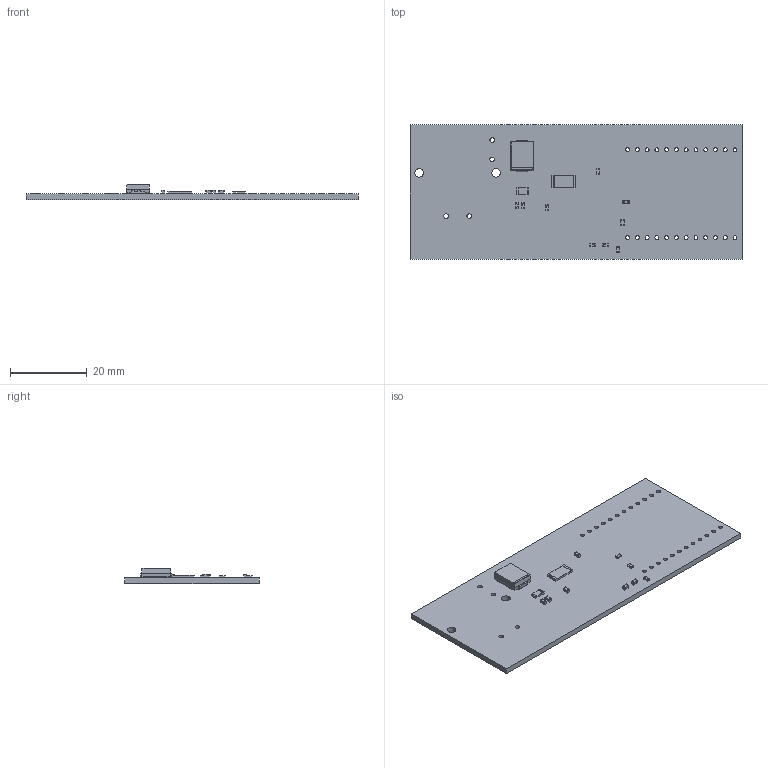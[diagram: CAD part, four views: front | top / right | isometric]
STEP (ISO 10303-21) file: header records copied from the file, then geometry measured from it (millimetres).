
FILE_DESCRIPTION(('KiCad electronic assembly'),'2;1');
FILE_NAME('motion-play-v3.step','2025-12-15T15:09:46',('Pcbnew'),( 'Kicad'),'Open CASCADE STEP processor 7.8','KiCad to STEP converter' ,'Unknown');
FILE_SCHEMA(('AUTOMOTIVE_DESIGN { 1 0 10303 214 1 1 1 1 }'));
Length unit declared in the file: millimetre
Products named in the file (7): motion-play-v3 1; R_0603_1608Metric; C_0603_1608Metric; D_SMC; Fuse_1206_3216Metric; R_2512_6332Metric; motion-play-main_PCB
Assembly tree (13 placements, depth 2):
  motion-play-v3 1
    R_0603_1608Metric  x3
    C_0603_1608Metric  x6
    D_SMC
    Fuse_1206_3216Metric
    R_2512_6332Metric
    motion-play-main_PCB
Bounding box: 86.4 x 35 x 3.9 mm (x, y, z)
Volume: 4640.1 mm3; surface area: 6791.2 mm2
Topology: 13 solids, 13 shells, 375 faces, 980 edges, 644 vertices
Faces by surface type: plane 219, cylinder 146, bspline 10
Full cylindrical faces by diameter (mm): 1 x24, 1.2 x4, 2.25 x2
Entity records: 6981 total; most frequent: CARTESIAN_POINT 1061, DIRECTION 976, ORIENTED_EDGE 968, EDGE_CURVE 484, AXIS2_PLACEMENT_3D 327, LINE 322, VECTOR 322, VERTEX_POINT 316
